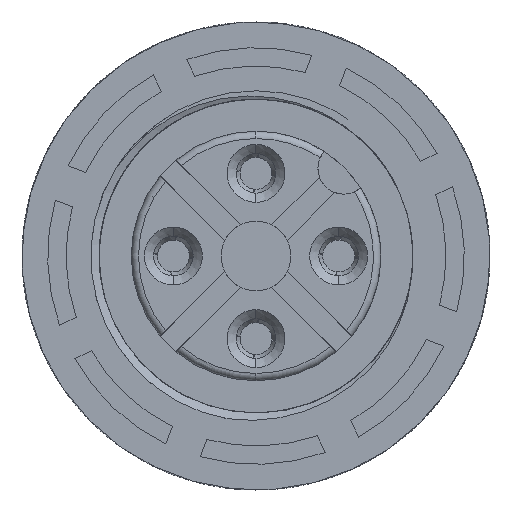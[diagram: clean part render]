
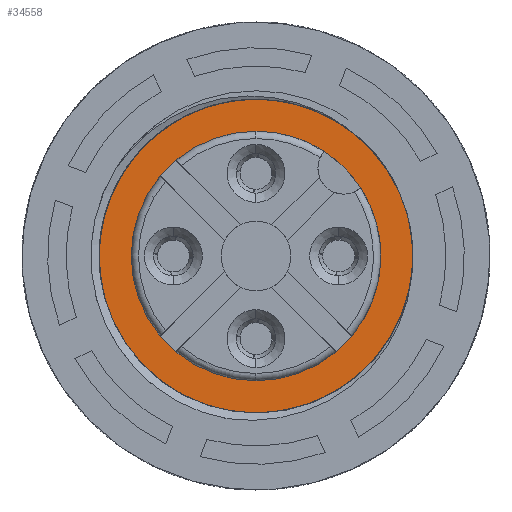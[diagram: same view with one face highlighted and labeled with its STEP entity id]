
A CAD part, left-side view. The second image highlights one B-rep face of the part: STEP entity #34558.
In plain terms, the highlighted planar face has unit normal (-1, 0, 0).
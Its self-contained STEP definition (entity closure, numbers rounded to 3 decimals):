
#13749=CARTESIAN_POINT('',(-2.1,0.,0.));
#13750=DIRECTION('',(-1.,0.,0.));
#13751=DIRECTION('',(0.,0.,1.));
#13752=AXIS2_PLACEMENT_3D('',#13749,#13750,#13751);
#13757=CARTESIAN_POINT('',(-2.1,0.,0.));
#13758=DIRECTION('',(-1.,0.,0.));
#13759=DIRECTION('',(0.,0.,-1.));
#13760=AXIS2_PLACEMENT_3D('',#13757,#13758,#13759);
#13765=CARTESIAN_POINT('',(-2.1,0.,0.));
#13766=DIRECTION('',(1.,0.,0.));
#13767=DIRECTION('',(0.,0.,1.));
#13768=AXIS2_PLACEMENT_3D('',#13765,#13766,#13767);
#13773=CARTESIAN_POINT('',(-2.1,0.,0.));
#13774=DIRECTION('',(1.,0.,0.));
#13775=DIRECTION('',(0.,0.,-1.));
#13776=AXIS2_PLACEMENT_3D('',#13773,#13774,#13775);
#19209=CARTESIAN_POINT('',(-2.1,0.,-6.8));
#19211=VERTEX_POINT('',#19209);
#19212=CARTESIAN_POINT('',(-2.1,0.,6.8));
#19213=VERTEX_POINT('',#19212);
#20045=CARTESIAN_POINT('',(-2.1,0.,-10.4));
#20047=VERTEX_POINT('',#20045);
#20051=CARTESIAN_POINT('',(-2.1,0.,10.4));
#20052=VERTEX_POINT('',#20051);
#34543=CARTESIAN_POINT('',(-2.1,0.,0.));
#34544=DIRECTION('',(-1.,0.,0.));
#34545=DIRECTION('',(0.,0.,1.));
#34546=AXIS2_PLACEMENT_3D('',#34543,#34544,#34545);
#34547=PLANE('',#34546);
#34548=ORIENTED_EDGE('',*,*,#34538,.F.);
#34549=ORIENTED_EDGE('',*,*,#34522,.F.);
#34550=EDGE_LOOP('',(#34548,#34549));
#34551=FACE_OUTER_BOUND('',#34550,.F.);
#34553=ORIENTED_EDGE('',*,*,#34552,.F.);
#34555=ORIENTED_EDGE('',*,*,#34554,.F.);
#34556=EDGE_LOOP('',(#34553,#34555));
#34557=FACE_BOUND('',#34556,.F.);
#34558=ADVANCED_FACE('',(#34551,#34557),#34547,.T.);
#13753=CIRCLE('',#13752,10.4);
#13761=CIRCLE('',#13760,10.4);
#13769=CIRCLE('',#13768,6.8);
#13777=CIRCLE('',#13776,6.8);
#34522=EDGE_CURVE('',#20047,#20052,#13761,.T.);
#34538=EDGE_CURVE('',#20052,#20047,#13753,.T.);
#34552=EDGE_CURVE('',#19213,#19211,#13769,.T.);
#34554=EDGE_CURVE('',#19211,#19213,#13777,.T.);
